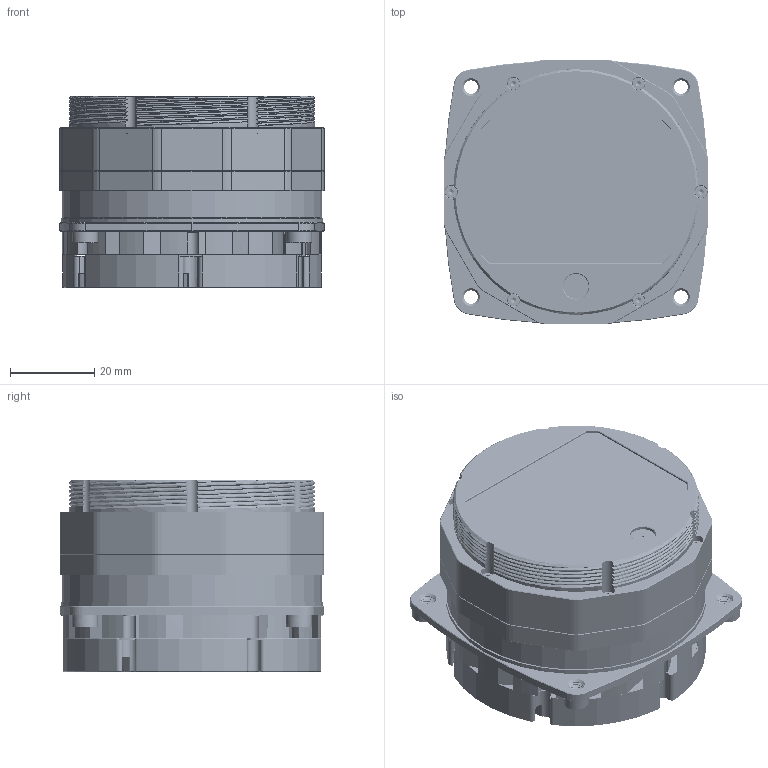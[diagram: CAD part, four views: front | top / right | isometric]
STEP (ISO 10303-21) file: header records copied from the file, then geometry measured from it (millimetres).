
FILE_DESCRIPTION(/* description */ (''),/* implementation_level */ '2;1');
FILE_NAME(/* name */ 'XIRAY-ASSEMBLY.stp',/* time_stamp */ '2017-02-22T10:33:37+01:00',/* author */ (''),/* organization */ (''),/* preprocessor_version */ 'ST-DEVELOPER v16',/* originating_system */ 'SIEMENS PLM Software NX 11.0',/* authorisation */ '');
FILE_SCHEMA (('AP203_CONFIGURATION_CONTROLLED_3D_DESIGN_OF_MECHANICAL_PARTS_AND_ASSEMBLIES_MIM_LF { 1 0 10303 403 2 1 2}'));
Products named in the file (18): fan-core; fan-frame; SCREW_A96501606TX-4; SCREW_A96501606TX-8; 874380243_stp; IO-CONN; FIREWIRE; KAI-11000; pca-main-board; pca-sensor-board; FC; spacer; PT; HD; glass-front; FH10; fan; ASSEMBLY-XIRAY
Assembly tree (27 placements, depth 3):
  ASSEMBLY-XIRAY
    FH10
    glass-front
    HD
    PT
    spacer
    FC
    pca-sensor-board
    pca-main-board
    KAI-11000
    FIREWIRE
    IO-CONN
    874380243_stp
    SCREW_A96501606TX-8  x6
    SCREW_A96501606TX-4  x6
    fan
      fan-frame
      fan-core
Bounding box: 63.02 x 63.02 x 45.7 mm (x, y, z)
Volume: 56244.4 mm3; surface area: 83398.2 mm2
Topology: 81 solids, 81 shells, 3182 faces, 8260 edges, 5239 vertices
Faces by surface type: plane 1207, cylinder 1176, cone 512, bspline 260, torus 27
Full cylindrical faces by diameter (mm): 0.46 x40, 0.5 x1, 0.512 x3, 1.3 x18, 1.36 x6, 1.6 x30, 2.4 x2, 2.95 x12, 3.2 x6, 3.4 x4, 6 x1, 6.1 x4, 6.4 x1, 10.2 x1, 17.7 x1, 38.4 x1, 61.77 x1, 62.208 x1
Entity records: 136155 total; most frequent: CARTESIAN_POINT 62692, ORIENTED_EDGE 14928, DIRECTION 14256, EDGE_CURVE 7464, AXIS2_PLACEMENT_3D 5242, VERTEX_POINT 4801, LINE 3772, VECTOR 3772
